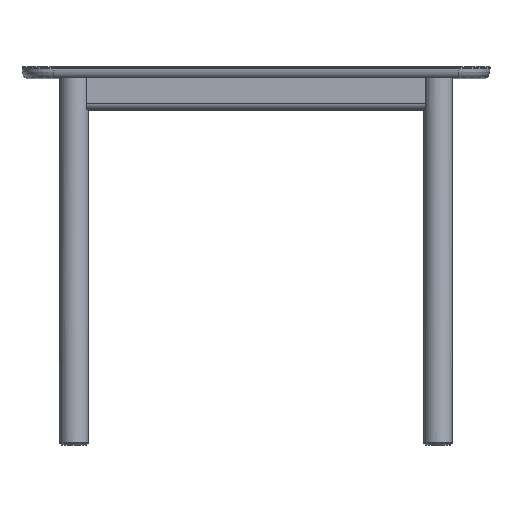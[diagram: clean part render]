
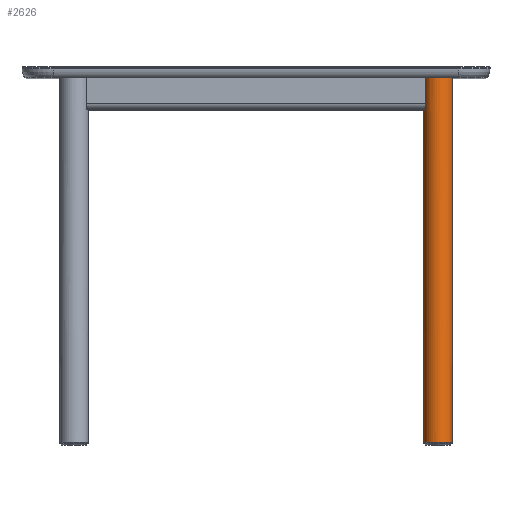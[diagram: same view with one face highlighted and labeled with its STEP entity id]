
A CAD part, top view. The second image highlights one B-rep face of the part: STEP entity #2626.
In plain terms, the highlighted cylindrical face has radius 27.5 mm (diameter 55 mm), a full revolution.
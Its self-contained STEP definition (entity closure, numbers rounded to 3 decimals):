
#14=B_SPLINE_CURVE_WITH_KNOTS('',3,(#4160,#4161,#4162,#4163,#4164,#4165,
#4166,#4167,#4168,#4169,#4170,#4171),.UNSPECIFIED.,.F.,.F.,(4,2,2,2,2,4),
(1.826,2.29,2.754,3.214,3.444,
3.674),.UNSPECIFIED.);
#15=B_SPLINE_CURVE_WITH_KNOTS('',3,(#4176,#4177,#4178,#4179,#4180,#4181,
#4182,#4183,#4184,#4185,#4186,#4187),.UNSPECIFIED.,.F.,.F.,(4,2,2,2,2,4),
(1.826,2.29,2.754,3.214,3.444,
3.674),.UNSPECIFIED.);
#56=CYLINDRICAL_SURFACE('',#2858,27.5);
#149=FACE_OUTER_BOUND('',#303,.T.);
#303=EDGE_LOOP('',(#1907,#1908,#1909,#1910,#1911,#1912,#1913,#1914,#1915,
#1916,#1917,#1918,#1919,#1920,#1921,#1922,#1923,#1924,#1925));
#403=CIRCLE('',#2750,27.5);
#404=CIRCLE('',#2751,27.5);
#405=CIRCLE('',#2752,27.5);
#455=CIRCLE('',#2856,27.5);
#456=CIRCLE('',#2857,27.5);
#457=CIRCLE('',#2859,27.5);
#458=CIRCLE('',#2860,27.5);
#459=CIRCLE('',#2861,27.5);
#460=CIRCLE('',#2862,27.5);
#628=LINE('',#4142,#864);
#630=LINE('',#4145,#866);
#632=LINE('',#4156,#868);
#633=LINE('',#4172,#869);
#634=LINE('',#4174,#870);
#635=LINE('',#4190,#871);
#636=LINE('',#4193,#872);
#864=VECTOR('',#3354,10.);
#866=VECTOR('',#3356,10.);
#868=VECTOR('',#3368,27.5);
#869=VECTOR('',#3371,10.);
#870=VECTOR('',#3372,10.);
#871=VECTOR('',#3375,10.);
#872=VECTOR('',#3378,10.);
#1044=VERTEX_POINT('',#3894);
#1045=VERTEX_POINT('',#3895);
#1046=VERTEX_POINT('',#3897);
#1047=VERTEX_POINT('',#3899);
#1048=VERTEX_POINT('',#3901);
#1049=VERTEX_POINT('',#3903);
#1118=VERTEX_POINT('',#4141);
#1119=VERTEX_POINT('',#4143);
#1121=VERTEX_POINT('',#4149);
#1122=VERTEX_POINT('',#4151);
#1123=VERTEX_POINT('',#4155);
#1124=VERTEX_POINT('',#4157);
#1125=VERTEX_POINT('',#4159);
#1126=VERTEX_POINT('',#4173);
#1127=VERTEX_POINT('',#4175);
#1128=VERTEX_POINT('',#4188);
#1129=VERTEX_POINT('',#4192);
#1284=EDGE_CURVE('',#1044,#1045,#403,.T.);
#1286=EDGE_CURVE('',#1046,#1047,#404,.T.);
#1288=EDGE_CURVE('',#1048,#1049,#405,.T.);
#1404=EDGE_CURVE('',#1118,#1047,#628,.T.);
#1406=EDGE_CURVE('',#1048,#1119,#630,.T.);
#1409=EDGE_CURVE('',#1121,#1122,#455,.T.);
#1410=EDGE_CURVE('',#1122,#1121,#456,.T.);
#1411=EDGE_CURVE('',#1122,#1123,#632,.T.);
#1412=EDGE_CURVE('',#1123,#1124,#457,.T.);
#1413=EDGE_CURVE('',#1124,#1125,#14,.T.);
#1414=EDGE_CURVE('',#1125,#1045,#633,.T.);
#1415=EDGE_CURVE('',#1044,#1126,#634,.T.);
#1416=EDGE_CURVE('',#1127,#1126,#15,.T.);
#1417=EDGE_CURVE('',#1127,#1128,#458,.T.);
#1418=EDGE_CURVE('',#1128,#1049,#635,.T.);
#1419=EDGE_CURVE('',#1119,#1118,#459,.T.);
#1420=EDGE_CURVE('',#1046,#1129,#636,.T.);
#1421=EDGE_CURVE('',#1129,#1123,#460,.T.);
#1907=ORIENTED_EDGE('',*,*,#1409,.F.);
#1908=ORIENTED_EDGE('',*,*,#1410,.F.);
#1909=ORIENTED_EDGE('',*,*,#1411,.T.);
#1910=ORIENTED_EDGE('',*,*,#1412,.T.);
#1911=ORIENTED_EDGE('',*,*,#1413,.T.);
#1912=ORIENTED_EDGE('',*,*,#1414,.T.);
#1913=ORIENTED_EDGE('',*,*,#1284,.F.);
#1914=ORIENTED_EDGE('',*,*,#1415,.T.);
#1915=ORIENTED_EDGE('',*,*,#1416,.F.);
#1916=ORIENTED_EDGE('',*,*,#1417,.T.);
#1917=ORIENTED_EDGE('',*,*,#1418,.T.);
#1918=ORIENTED_EDGE('',*,*,#1288,.F.);
#1919=ORIENTED_EDGE('',*,*,#1406,.T.);
#1920=ORIENTED_EDGE('',*,*,#1419,.T.);
#1921=ORIENTED_EDGE('',*,*,#1404,.T.);
#1922=ORIENTED_EDGE('',*,*,#1286,.F.);
#1923=ORIENTED_EDGE('',*,*,#1420,.T.);
#1924=ORIENTED_EDGE('',*,*,#1421,.T.);
#1925=ORIENTED_EDGE('',*,*,#1411,.F.);
#2626=ADVANCED_FACE('',(#149),#56,.T.);
#2750=AXIS2_PLACEMENT_3D('',#3896,#3077,#3078);
#2751=AXIS2_PLACEMENT_3D('',#3900,#3080,#3081);
#2752=AXIS2_PLACEMENT_3D('',#3904,#3083,#3084);
#2856=AXIS2_PLACEMENT_3D('',#4152,#3362,#3363);
#2857=AXIS2_PLACEMENT_3D('',#4153,#3364,#3365);
#2858=AXIS2_PLACEMENT_3D('',#4154,#3366,#3367);
#2859=AXIS2_PLACEMENT_3D('',#4158,#3369,#3370);
#2860=AXIS2_PLACEMENT_3D('',#4189,#3373,#3374);
#2861=AXIS2_PLACEMENT_3D('',#4191,#3376,#3377);
#2862=AXIS2_PLACEMENT_3D('',#4194,#3379,#3380);
#3077=DIRECTION('center_axis',(0.,1.,0.));
#3078=DIRECTION('ref_axis',(0.,0.,
1.));
#3080=DIRECTION('center_axis',(0.,1.,0.));
#3081=DIRECTION('ref_axis',(0.,0.,
1.));
#3083=DIRECTION('center_axis',(0.,1.,0.));
#3084=DIRECTION('ref_axis',(0.,0.,
1.));
#3354=DIRECTION('',(0.,1.,0.));
#3356=DIRECTION('',(0.,-1.,0.));
#3362=DIRECTION('center_axis',(0.,-1.,0.));
#3363=DIRECTION('ref_axis',(0.,0.,-1.));
#3364=DIRECTION('center_axis',(0.,-1.,0.));
#3365=DIRECTION('ref_axis',(0.,0.,-1.));
#3366=DIRECTION('center_axis',(0.,-1.,0.));
#3367=DIRECTION('ref_axis',(0.,0.,
1.));
#3368=DIRECTION('',(0.,1.,0.));
#3369=DIRECTION('center_axis',(0.,-1.,0.));
#3370=DIRECTION('ref_axis',(0.,0.,
1.));
#3371=DIRECTION('',(0.,1.,0.));
#3372=DIRECTION('',(0.,-1.,0.));
#3373=DIRECTION('center_axis',(0.,-1.,0.));
#3374=DIRECTION('ref_axis',(0.,0.,
1.));
#3375=DIRECTION('',(0.,1.,0.));
#3376=DIRECTION('center_axis',(0.,-1.,0.));
#3377=DIRECTION('ref_axis',(0.,0.,
1.));
#3378=DIRECTION('',(0.,-1.,0.));
#3379=DIRECTION('center_axis',(0.,-1.,0.));
#3380=DIRECTION('ref_axis',(0.,0.,
1.));
#3894=CARTESIAN_POINT('',(326.042,710.,713.5));
#3895=CARTESIAN_POINT('',(363.5,710.,676.042));
#3896=CARTESIAN_POINT('Origin',(350.,710.,700.));
#3897=CARTESIAN_POINT('',(336.5,710.,676.042));
#3899=CARTESIAN_POINT('',(335.266,710.,676.78));
#3900=CARTESIAN_POINT('Origin',(350.,710.,700.));
#3901=CARTESIAN_POINT('',(326.78,710.,685.266));
#3903=CARTESIAN_POINT('',(326.042,710.,686.5));
#3904=CARTESIAN_POINT('Origin',(350.,710.,700.));
#4141=CARTESIAN_POINT('',(335.266,647.,676.78));
#4142=CARTESIAN_POINT('',(335.266,710.,676.78));
#4143=CARTESIAN_POINT('',(326.78,647.,685.266));
#4145=CARTESIAN_POINT('',(326.78,710.,685.266));
#4149=CARTESIAN_POINT('',(350.,8.,727.5));
#4151=CARTESIAN_POINT('',(350.,8.,672.5));
#4152=CARTESIAN_POINT('Origin',(350.,8.,700.));
#4153=CARTESIAN_POINT('Origin',(350.,8.,700.));
#4154=CARTESIAN_POINT('Origin',(350.,710.,700.));
#4155=CARTESIAN_POINT('',(350.,647.,672.5));
#4156=CARTESIAN_POINT('',(350.,710.,672.5));
#4157=CARTESIAN_POINT('',(351.5,647.,672.541));
#4158=CARTESIAN_POINT('Origin',(350.,647.,700.));
#4159=CARTESIAN_POINT('',(363.5,659.,676.042));
#4160=CARTESIAN_POINT('Ctrl Pts',(351.5,647.,672.541));
#4161=CARTESIAN_POINT('Ctrl Pts',(353.044,647.,672.625));
#4162=CARTESIAN_POINT('Ctrl Pts',(354.668,647.315,672.857));
#4163=CARTESIAN_POINT('Ctrl Pts',(357.624,648.557,673.535));
#4164=CARTESIAN_POINT('Ctrl Pts',(358.958,649.481,673.975));
#4165=CARTESIAN_POINT('Ctrl Pts',(361.052,651.587,674.794));
#4166=CARTESIAN_POINT('Ctrl Pts',(361.964,652.914,675.229));
#4167=CARTESIAN_POINT('Ctrl Pts',(362.883,655.118,675.702));
#4168=CARTESIAN_POINT('Ctrl Pts',(363.117,655.888,675.829));
#4169=CARTESIAN_POINT('Ctrl Pts',(363.425,657.445,675.999));
#4170=CARTESIAN_POINT('Ctrl Pts',(363.5,658.233,676.042));
#4171=CARTESIAN_POINT('Ctrl Pts',(363.5,659.,676.042));
#4172=CARTESIAN_POINT('',(363.5,710.,676.042));
#4173=CARTESIAN_POINT('',(326.042,659.,713.5));
#4174=CARTESIAN_POINT('',(326.042,710.,713.5));
#4175=CARTESIAN_POINT('',(322.541,647.,701.5));
#4176=CARTESIAN_POINT('Ctrl Pts',(322.541,647.,701.5));
#4177=CARTESIAN_POINT('Ctrl Pts',(322.625,647.,703.044));
#4178=CARTESIAN_POINT('Ctrl Pts',(322.857,647.315,704.668));
#4179=CARTESIAN_POINT('Ctrl Pts',(323.535,648.557,707.624));
#4180=CARTESIAN_POINT('Ctrl Pts',(323.975,649.481,708.958));
#4181=CARTESIAN_POINT('Ctrl Pts',(324.794,651.587,711.052));
#4182=CARTESIAN_POINT('Ctrl Pts',(325.229,652.914,711.964));
#4183=CARTESIAN_POINT('Ctrl Pts',(325.702,655.118,712.883));
#4184=CARTESIAN_POINT('Ctrl Pts',(325.829,655.888,713.117));
#4185=CARTESIAN_POINT('Ctrl Pts',(325.999,657.445,713.425));
#4186=CARTESIAN_POINT('Ctrl Pts',(326.042,658.233,713.5));
#4187=CARTESIAN_POINT('Ctrl Pts',(326.042,659.,713.5));
#4188=CARTESIAN_POINT('',(326.042,647.,686.5));
#4189=CARTESIAN_POINT('Origin',(350.,647.,700.));
#4190=CARTESIAN_POINT('',(326.042,710.,686.5));
#4191=CARTESIAN_POINT('Origin',(350.,647.,700.));
#4192=CARTESIAN_POINT('',(336.5,647.,676.042));
#4193=CARTESIAN_POINT('',(336.5,710.,676.042));
#4194=CARTESIAN_POINT('Origin',(350.,647.,700.));
